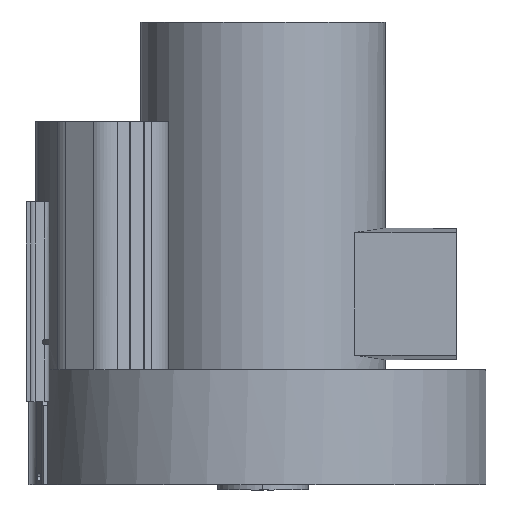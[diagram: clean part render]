
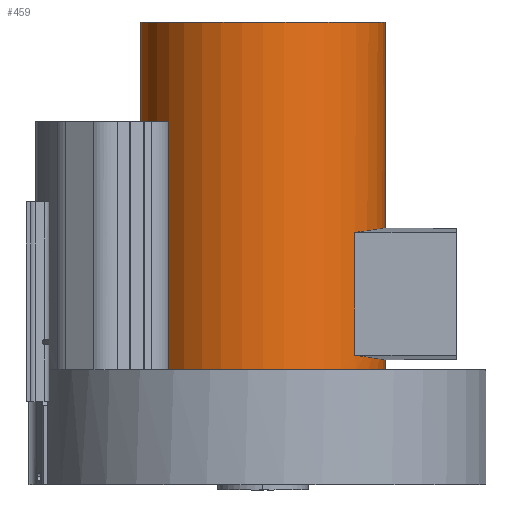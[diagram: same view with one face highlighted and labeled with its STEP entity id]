
A CAD part, left-side view. The second image highlights one B-rep face of the part: STEP entity #459.
In plain terms, the highlighted cylindrical face has radius 79.5 mm (diameter 159 mm), a full revolution.
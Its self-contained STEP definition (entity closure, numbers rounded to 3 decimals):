
#459=ADVANCED_FACE('',(#1589,#1590,#1591),#703,.T.);
#703=CYLINDRICAL_SURFACE('',#4604,79.5);
#824=LINE('',#6368,#1167);
#825=LINE('',#6389,#1168);
#1167=VECTOR('',#5074,1.);
#1168=VECTOR('',#5075,1.);
#1510=B_SPLINE_CURVE_WITH_KNOTS('',3,(#6348,#6349,#6350,#6351,#6352,#6353,
#6354,#6355,#6356,#6357,#6358,#6359,#6360,#6361,#6362,#6363,#6364,#6365),
 .UNSPECIFIED.,.F.,.F.,(4,2,2,2,2,2,2,2,4),(0.,0.125,0.25,0.375,0.5,0.625,
0.75,0.875,1.),.UNSPECIFIED.);
#1511=B_SPLINE_CURVE_WITH_KNOTS('',3,(#6370,#6371,#6372,#6373,#6374,#6375,
#6376,#6377,#6378,#6379,#6380,#6381,#6382,#6383,#6384,#6385,#6386,#6387),
 .UNSPECIFIED.,.F.,.F.,(4,2,2,2,2,2,2,2,4),(0.,0.125,0.25,0.375,0.5,0.625,
0.75,0.875,1.),.UNSPECIFIED.);
#1589=FACE_BOUND('',#1649,.T.);
#1590=FACE_BOUND('',#1650,.T.);
#1591=FACE_BOUND('',#1651,.T.);
#1649=EDGE_LOOP('',(#1933));
#1650=EDGE_LOOP('',(#1934,#1935));
#1651=EDGE_LOOP('',(#1936,#1937,#1938,#1939));
#1933=ORIENTED_EDGE('',*,*,#3696,.F.);
#1934=ORIENTED_EDGE('',*,*,#3697,.T.);
#1935=ORIENTED_EDGE('',*,*,#3698,.T.);
#1936=ORIENTED_EDGE('',*,*,#3699,.T.);
#1937=ORIENTED_EDGE('',*,*,#3700,.T.);
#1938=ORIENTED_EDGE('',*,*,#3701,.T.);
#1939=ORIENTED_EDGE('',*,*,#3702,.T.);
#3259=VERTEX_POINT('',#6343);
#3260=VERTEX_POINT('',#6345);
#3261=VERTEX_POINT('',#6346);
#3262=VERTEX_POINT('',#6366);
#3263=VERTEX_POINT('',#6367);
#3264=VERTEX_POINT('',#6369);
#3265=VERTEX_POINT('',#6388);
#3696=EDGE_CURVE('',#3259,#3259,#4359,.T.);
#3697=EDGE_CURVE('',#3260,#3261,#4360,.T.);
#3698=EDGE_CURVE('',#3261,#3260,#4361,.T.);
#3699=EDGE_CURVE('',#3262,#3263,#1510,.T.);
#3700=EDGE_CURVE('',#3263,#3264,#824,.T.);
#3701=EDGE_CURVE('',#3264,#3265,#1511,.T.);
#3702=EDGE_CURVE('',#3265,#3262,#825,.T.);
#4359=CIRCLE('',#4601,79.5);
#4360=CIRCLE('',#4602,79.5);
#4361=CIRCLE('',#4603,79.5);
#4601=AXIS2_PLACEMENT_3D('',#6342,#5068,#5069);
#4602=AXIS2_PLACEMENT_3D('',#6344,#5070,#5071);
#4603=AXIS2_PLACEMENT_3D('',#6347,#5072,#5073);
#4604=AXIS2_PLACEMENT_3D('',#6390,#5076,#5077);
#5068=DIRECTION('',(0.,0.,-1.));
#5069=DIRECTION('',(0.,-1.,0.));
#5070=DIRECTION('',(0.,0.,-1.));
#5071=DIRECTION('',(0.,-1.,0.));
#5072=DIRECTION('',(0.,0.,-1.));
#5073=DIRECTION('',(0.,-1.,0.));
#5074=DIRECTION('',(0.,0.,1.));
#5075=DIRECTION('',(0.,0.,-1.));
#5076=DIRECTION('',(0.,0.,1.));
#5077=DIRECTION('',(0.,1.,0.));
#6342=CARTESIAN_POINT('',(0.,0.,58.1));
#6343=CARTESIAN_POINT('',(0.,-79.5,58.1));
#6344=CARTESIAN_POINT('',(0.,0.,284.3));
#6345=CARTESIAN_POINT('',(0.,-79.5,284.3));
#6346=CARTESIAN_POINT('',(0.,79.5,284.3));
#6347=CARTESIAN_POINT('',(0.,0.,284.3));
#6348=CARTESIAN_POINT('',(53.371,-58.922,67.821));
#6349=CARTESIAN_POINT('',(49.774,-62.18,67.411));
#6350=CARTESIAN_POINT('',(45.936,-65.062,67.015));
#6351=CARTESIAN_POINT('',(37.796,-70.105,66.287));
#6352=CARTESIAN_POINT('',(33.46,-72.278,65.953));
#6353=CARTESIAN_POINT('',(24.441,-75.804,65.394));
#6354=CARTESIAN_POINT('',(19.829,-77.137,65.173));
#6355=CARTESIAN_POINT('',(10.401,-78.963,64.864));
#6356=CARTESIAN_POINT('',(5.534,-79.454,64.776));
#6357=CARTESIAN_POINT('',(-4.132,-79.54,64.752));
#6358=CARTESIAN_POINT('',(-8.918,-79.145,64.814));
#6359=CARTESIAN_POINT('',(-18.397,-77.492,65.077));
#6360=CARTESIAN_POINT('',(-23.13,-76.213,65.281));
#6361=CARTESIAN_POINT('',(-32.154,-72.867,65.797));
#6362=CARTESIAN_POINT('',(-36.479,-70.801,66.109));
#6363=CARTESIAN_POINT('',(-44.754,-65.882,66.81));
#6364=CARTESIAN_POINT('',(-48.708,-63.019,67.201));
#6365=CARTESIAN_POINT('',(-52.36,-59.822,67.602));
#6366=CARTESIAN_POINT('',(53.371,-58.922,67.821));
#6367=CARTESIAN_POINT('',(-52.36,-59.822,67.602));
#6368=CARTESIAN_POINT('',(-52.36,-59.822,58.1));
#6369=CARTESIAN_POINT('',(-52.36,-59.822,147.392));
#6370=CARTESIAN_POINT('',(-52.36,-59.822,147.392));
#6371=CARTESIAN_POINT('',(-48.708,-63.018,147.793));
#6372=CARTESIAN_POINT('',(-44.821,-65.835,148.178));
#6373=CARTESIAN_POINT('',(-36.594,-70.74,148.878));
#6374=CARTESIAN_POINT('',(-32.22,-72.839,149.195));
#6375=CARTESIAN_POINT('',(-23.141,-76.211,149.716));
#6376=CARTESIAN_POINT('',(-18.505,-77.465,149.917));
#6377=CARTESIAN_POINT('',(-9.046,-79.13,150.183));
#6378=CARTESIAN_POINT('',(-4.171,-79.537,150.248));
#6379=CARTESIAN_POINT('',(5.495,-79.457,150.226));
#6380=CARTESIAN_POINT('',(10.273,-78.98,150.141));
#6381=CARTESIAN_POINT('',(19.721,-77.165,149.835));
#6382=CARTESIAN_POINT('',(24.43,-75.806,149.609));
#6383=CARTESIAN_POINT('',(33.394,-72.307,149.055));
#6384=CARTESIAN_POINT('',(37.681,-70.168,148.726));
#6385=CARTESIAN_POINT('',(45.871,-65.11,147.997));
#6386=CARTESIAN_POINT('',(49.774,-62.18,147.595));
#6387=CARTESIAN_POINT('',(53.371,-58.922,147.185));
#6388=CARTESIAN_POINT('',(53.371,-58.922,147.185));
#6389=CARTESIAN_POINT('',(53.371,-58.922,58.1));
#6390=CARTESIAN_POINT('',(0.,0.,58.1));
